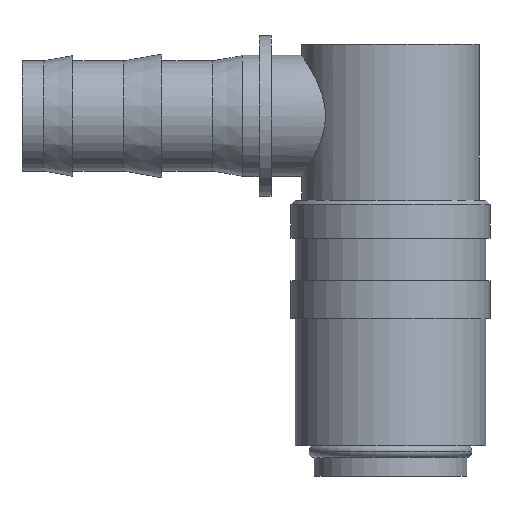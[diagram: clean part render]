
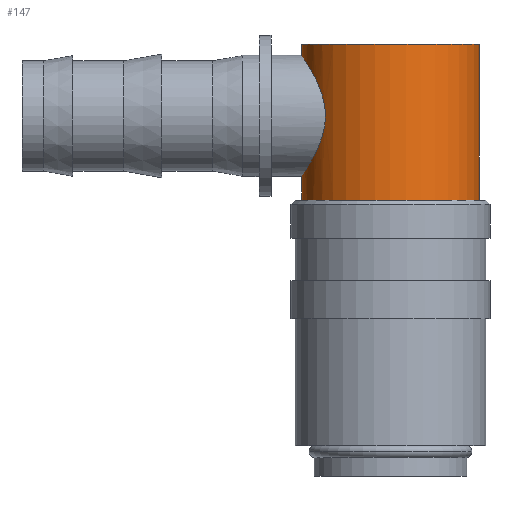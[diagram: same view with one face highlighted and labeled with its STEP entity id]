
A CAD part, top view. The second image highlights one B-rep face of the part: STEP entity #147.
In plain terms, the highlighted cylindrical face has radius 10.5 mm (diameter 21 mm), a partial arc.
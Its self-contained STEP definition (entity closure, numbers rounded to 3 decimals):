
#147=ADVANCED_FACE('',(#321),#322,.T.);
#321=FACE_OUTER_BOUND('',#518,.T.);
#322=CYLINDRICAL_SURFACE('',#519,10.5);
#518=EDGE_LOOP('',(#870,#871,#872,#873,#874,#875,#876));
#519=AXIS2_PLACEMENT_3D('',#877,#878,#879);
#870=ORIENTED_EDGE('',*,*,#1188,.T.);
#871=ORIENTED_EDGE('',*,*,#1153,.F.);
#872=ORIENTED_EDGE('',*,*,#1192,.T.);
#873=ORIENTED_EDGE('',*,*,#1181,.F.);
#874=ORIENTED_EDGE('',*,*,#1180,.F.);
#875=ORIENTED_EDGE('',*,*,#1190,.T.);
#876=ORIENTED_EDGE('',*,*,#1225,.F.);
#877=CARTESIAN_POINT('',(0.0,40.42,0.0));
#878=DIRECTION('',(-0.0,1.0,0.0));
#879=DIRECTION('',(1.0,0.0,0.0));
#1153=EDGE_CURVE('',#1376,#1375,#1378,.T.);
#1180=EDGE_CURVE('',#1418,#1420,#1421,.T.);
#1181=EDGE_CURVE('',#1420,#1413,#1422,.T.);
#1188=EDGE_CURVE('',#1433,#1375,#1434,.T.);
#1190=EDGE_CURVE('',#1418,#1435,#1437,.T.);
#1192=EDGE_CURVE('',#1376,#1413,#1439,.T.);
#1225=EDGE_CURVE('',#1433,#1435,#1484,.T.);
#1375=VERTEX_POINT('',#1693);
#1376=VERTEX_POINT('',#1694);
#1378=CIRCLE('',#1696,10.5);
#1413=VERTEX_POINT('',#1779);
#1418=VERTEX_POINT('',#1785);
#1420=VERTEX_POINT('',#1788);
#1421=B_SPLINE_CURVE_WITH_KNOTS('',3,(#1789,#1790,#1791,#1792,#1793,#1794,#1795,#1796,#1797,#1798,#1799,#1800,#1801,#1802,#1803,#1804,#1805,#1806),.UNSPECIFIED.,.F.,.F.,(4,2,2,2,2,2,2,2,4),(33.744,35.142,36.539,37.936,39.333,40.748,42.163,43.578,44.992),.UNSPECIFIED.);
#1422=B_SPLINE_CURVE_WITH_KNOTS('',3,(#1807,#1808,#1809,#1810,#1811,#1812,#1813,#1814,#1815,#1816,#1817,#1818,#1819,#1820,#1821,#1822,#1823,#1824),.UNSPECIFIED.,.F.,.F.,(4,2,2,2,2,2,2,2,4),(0.0,1.415,2.829,4.244,5.659,7.056,8.453,9.851,11.248),.UNSPECIFIED.);
#1433=VERTEX_POINT('',#1837);
#1434=LINE('',#1838,#1839);
#1435=VERTEX_POINT('',#1840);
#1437=LINE('',#1842,#1843);
#1439=LINE('',#1878,#1879);
#1484=CIRCLE('',#1930,10.5);
#1693=CARTESIAN_POINT('',(10.5,51.0,0.0));
#1694=CARTESIAN_POINT('',(-10.5,51.0,0.));
#1696=AXIS2_PLACEMENT_3D('',#2101,#2102,#2103);
#1779=CARTESIAN_POINT('',(-10.5,49.7,0.));
#1785=CARTESIAN_POINT('',(-10.5,35.4,0.));
#1788=CARTESIAN_POINT('',(-7.689,42.55,7.15));
#1789=CARTESIAN_POINT('',(-10.5,35.4,0.));
#1790=CARTESIAN_POINT('',(-10.5,35.4,0.466));
#1791=CARTESIAN_POINT('',(-10.468,35.446,0.943));
#1792=CARTESIAN_POINT('',(-10.341,35.635,1.881));
#1793=CARTESIAN_POINT('',(-10.245,35.778,2.343));
#1794=CARTESIAN_POINT('',(-10.004,36.148,3.22));
#1795=CARTESIAN_POINT('',(-9.859,36.376,3.636));
#1796=CARTESIAN_POINT('',(-9.542,36.896,4.401));
#1797=CARTESIAN_POINT('',(-9.371,37.187,4.749));
#1798=CARTESIAN_POINT('',(-9.032,37.805,5.367));
#1799=CARTESIAN_POINT('',(-8.85,38.155,5.659));
#1800=CARTESIAN_POINT('',(-8.497,38.919,6.177));
#1801=CARTESIAN_POINT('',(-8.325,39.333,6.403));
#1802=CARTESIAN_POINT('',(-8.029,40.205,6.771));
#1803=CARTESIAN_POINT('',(-7.904,40.664,6.913));
#1804=CARTESIAN_POINT('',(-7.734,41.6,7.103));
#1805=CARTESIAN_POINT('',(-7.689,42.078,7.15));
#1806=CARTESIAN_POINT('',(-7.689,42.55,7.15));
#1807=CARTESIAN_POINT('',(-7.689,42.55,7.15));
#1808=CARTESIAN_POINT('',(-7.689,43.022,7.15));
#1809=CARTESIAN_POINT('',(-7.734,43.5,7.103));
#1810=CARTESIAN_POINT('',(-7.904,44.436,6.913));
#1811=CARTESIAN_POINT('',(-8.029,44.895,6.771));
#1812=CARTESIAN_POINT('',(-8.325,45.767,6.403));
#1813=CARTESIAN_POINT('',(-8.497,46.181,6.177));
#1814=CARTESIAN_POINT('',(-8.85,46.945,5.659));
#1815=CARTESIAN_POINT('',(-9.032,47.295,5.367));
#1816=CARTESIAN_POINT('',(-9.371,47.913,4.749));
#1817=CARTESIAN_POINT('',(-9.542,48.204,4.401));
#1818=CARTESIAN_POINT('',(-9.859,48.724,3.636));
#1819=CARTESIAN_POINT('',(-10.004,48.952,3.22));
#1820=CARTESIAN_POINT('',(-10.245,49.322,2.343));
#1821=CARTESIAN_POINT('',(-10.341,49.465,1.881));
#1822=CARTESIAN_POINT('',(-10.468,49.654,0.943));
#1823=CARTESIAN_POINT('',(-10.5,49.7,0.466));
#1824=CARTESIAN_POINT('',(-10.5,49.7,0.));
#1837=CARTESIAN_POINT('',(10.5,32.6,0.));
#1838=CARTESIAN_POINT('',(10.5,40.42,0.));
#1839=VECTOR('',#2150,1.0);
#1840=CARTESIAN_POINT('',(-10.5,32.6,0.));
#1842=CARTESIAN_POINT('',(-10.5,40.42,0.));
#1843=VECTOR('',#2154,1.0);
#1878=CARTESIAN_POINT('',(-10.5,40.42,0.));
#1879=VECTOR('',#2155,1.0);
#1930=AXIS2_PLACEMENT_3D('',#2207,#2208,#2209);
#2101=CARTESIAN_POINT('',(0.0,51.0,0.0));
#2102=DIRECTION('',(-0.0,1.0,0.0));
#2103=DIRECTION('',(1.0,0.0,0.0));
#2150=DIRECTION('',(0.0,1.0,0.0));
#2154=DIRECTION('',(-0.0,-1.0,-0.0));
#2155=DIRECTION('',(-0.0,-1.0,-0.0));
#2207=CARTESIAN_POINT('',(0.0,32.6,0.0));
#2208=DIRECTION('',(0.,-1.0,-0.0));
#2209=DIRECTION('',(1.0,0.,0.0));
